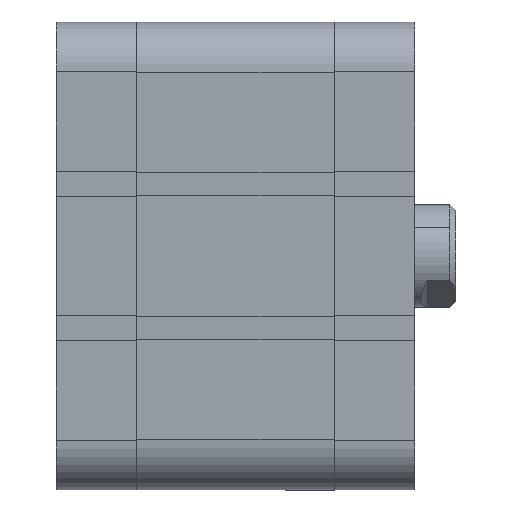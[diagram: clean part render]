
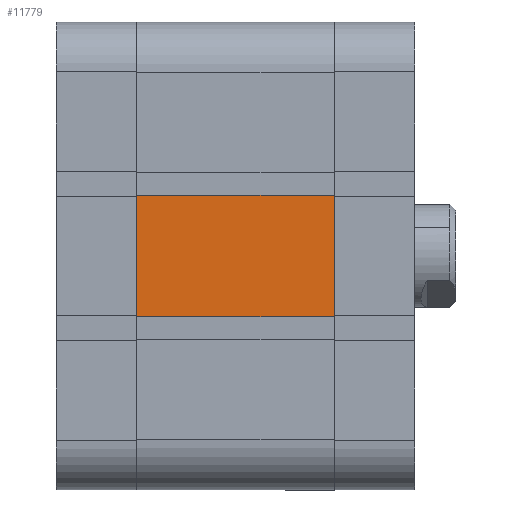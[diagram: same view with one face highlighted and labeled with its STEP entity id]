
A CAD part, front view. The second image highlights one B-rep face of the part: STEP entity #11779.
In plain terms, the highlighted planar face has unit normal (0, -1, 0).
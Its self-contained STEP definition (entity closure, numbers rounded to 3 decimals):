
#31 = CARTESIAN_POINT ( 'NONE',  ( 48., -56.75, -56.75 ) ) ;
#325 = VECTOR ( 'NONE', #7658, 1000. ) ;
#569 = EDGE_CURVE ( 'NONE', #24605, #4573, #26174, .T. ) ;
#695 = EDGE_LOOP ( 'NONE', ( #28420, #27433, #8006, #19888 ) ) ;
#886 = CARTESIAN_POINT ( 'NONE',  ( 0., -56.75, -14.7 ) ) ;
#4446 = AXIS2_PLACEMENT_3D ( 'NONE', #15598, #7486, #18019 ) ;
#4573 = VERTEX_POINT ( 'NONE', #23594 ) ;
#4976 = VECTOR ( 'NONE', #12772, 1000. ) ;
#6909 = CARTESIAN_POINT ( 'NONE',  ( 48., -56.75, -14.7 ) ) ;
#7486 = DIRECTION ( 'NONE',  ( 0., 1., 0. ) ) ;
#7658 = DIRECTION ( 'NONE',  ( -1., 0., 0. ) ) ;
#7774 = EDGE_CURVE ( 'NONE', #4573, #12249, #33075, .T. ) ;
#8006 = ORIENTED_EDGE ( 'NONE', *, *, #28963, .F. ) ;
#8573 = VERTEX_POINT ( 'NONE', #6909 ) ;
#9225 = VECTOR ( 'NONE', #9949, 1000. ) ;
#9949 = DIRECTION ( 'NONE',  ( 0., 0., -1. ) ) ;
#11779 = ADVANCED_FACE ( 'NONE', ( #25768 ), #23189, .F. ) ;
#11910 = EDGE_CURVE ( 'NONE', #24605, #8573, #33989, .T. ) ;
#12249 = VERTEX_POINT ( 'NONE', #886 ) ;
#12772 = DIRECTION ( 'NONE',  ( 0., 0., -1. ) ) ;
#13184 = CARTESIAN_POINT ( 'NONE',  ( 48.001, -56.75, -14.7 ) ) ;
#15598 = CARTESIAN_POINT ( 'NONE',  ( 48., -56.75, -56.75 ) ) ;
#18019 = DIRECTION ( 'NONE',  ( 0., 0., 1. ) ) ;
#18074 = CARTESIAN_POINT ( 'NONE',  ( 48.001, -56.75, 14.7 ) ) ;
#19888 = ORIENTED_EDGE ( 'NONE', *, *, #11910, .F. ) ;
#23123 = CARTESIAN_POINT ( 'NONE',  ( 48., -56.75, 14.7 ) ) ;
#23189 = PLANE ( 'NONE',  #4446 ) ;
#23594 = CARTESIAN_POINT ( 'NONE',  ( 0., -56.75, 14.7 ) ) ;
#24605 = VERTEX_POINT ( 'NONE', #23123 ) ;
#25302 = CARTESIAN_POINT ( 'NONE',  ( 0., -56.75, -56.75 ) ) ;
#25768 = FACE_OUTER_BOUND ( 'NONE', #695, .T. ) ;
#26127 = LINE ( 'NONE', #13184, #325 ) ;
#26174 = LINE ( 'NONE', #18074, #27338 ) ;
#27338 = VECTOR ( 'NONE', #30831, 1000. ) ;
#27433 = ORIENTED_EDGE ( 'NONE', *, *, #7774, .T. ) ;
#28420 = ORIENTED_EDGE ( 'NONE', *, *, #569, .T. ) ;
#28963 = EDGE_CURVE ( 'NONE', #8573, #12249, #26127, .T. ) ;
#30831 = DIRECTION ( 'NONE',  ( -1., 0., 0. ) ) ;
#33075 = LINE ( 'NONE', #25302, #9225 ) ;
#33989 = LINE ( 'NONE', #31, #4976 ) ;
